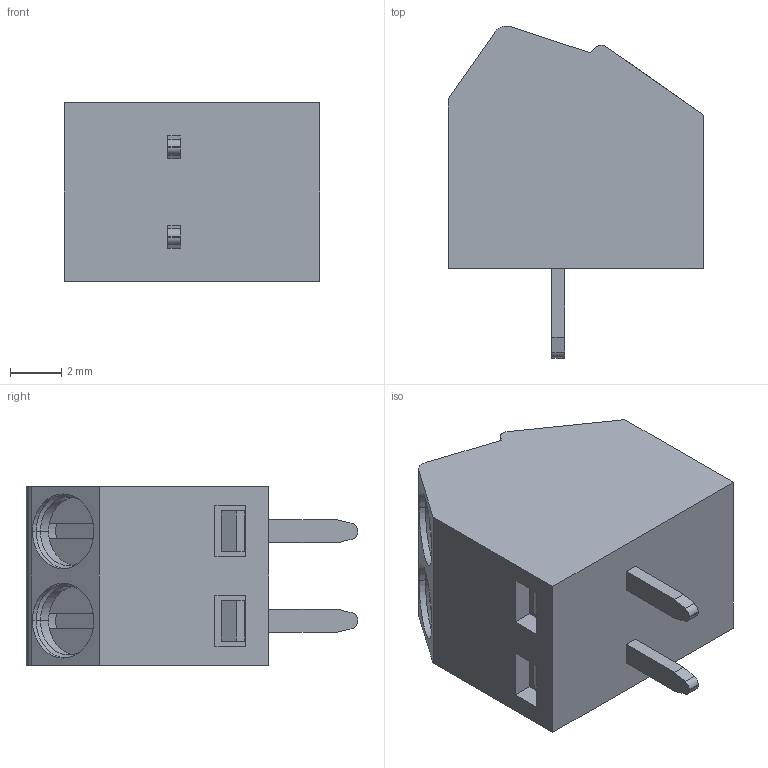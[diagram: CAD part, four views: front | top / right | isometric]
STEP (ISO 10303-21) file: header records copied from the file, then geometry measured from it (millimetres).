
FILE_DESCRIPTION((''),'2;1');
FILE_NAME('PRT0001','2024-12-06T',('sj'),(''),'PRO/ENGINEER BY PARAMETRIC TECHNOLOGY CORPORATION, 2013240','PRO/ENGINEER BY PARAMETRIC TECHNOLOGY CORPORATION, 2013240','');
FILE_SCHEMA(('AUTOMOTIVE_DESIGN_CC2 { 1 2 10303 214 -1 1 5 2 }'));
Length unit declared in the file: millimetre
Products named in the file (1): PRT0001
Bounding box: 10 x 13 x 7 mm (x, y, z)
Volume: 535.7 mm3; surface area: 496 mm2
Topology: 1 solids, 1 shells, 125 faces, 307 edges, 198 vertices
Faces by surface type: plane 101, cylinder 20, cone 4
Entity records: 3651 total; most frequent: CARTESIAN_POINT 640, ORIENTED_EDGE 614, DIRECTION 601, EDGE_CURVE 307, VECTOR 255, LINE 255, VERTEX_POINT 198, AXIS2_PLACEMENT_3D 173
